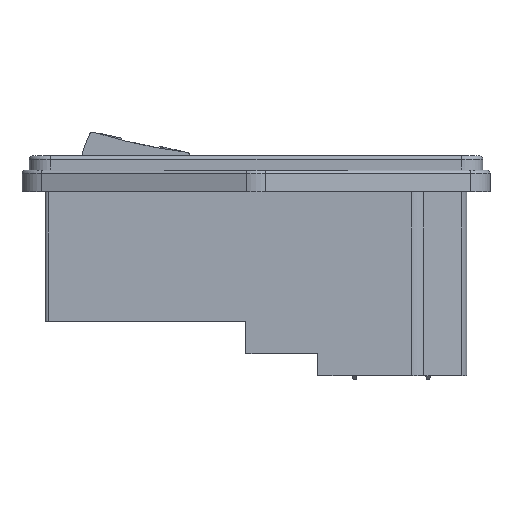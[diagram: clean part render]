
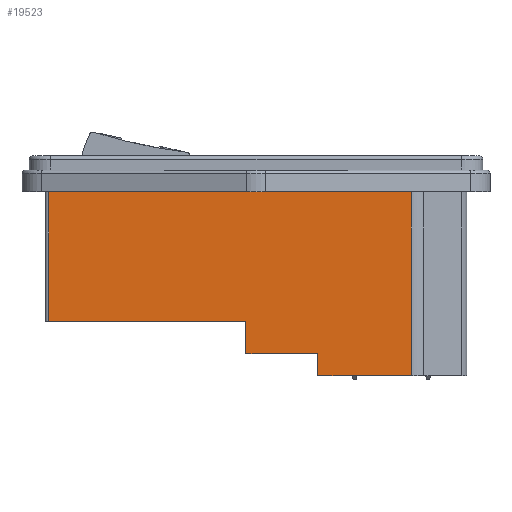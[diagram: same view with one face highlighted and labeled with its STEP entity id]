
A CAD part, left-side view. The second image highlights one B-rep face of the part: STEP entity #19523.
In plain terms, the highlighted planar face has unit normal (-1, 0, 0).
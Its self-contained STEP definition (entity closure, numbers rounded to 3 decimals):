
#1678=ORIENTED_EDGE('',*,*,#5403,.F.);
#1679=ORIENTED_EDGE('',*,*,#5341,.F.);
#1680=ORIENTED_EDGE('',*,*,#5385,.F.);
#1681=ORIENTED_EDGE('',*,*,#5404,.T.);
#1682=ORIENTED_EDGE('',*,*,#5405,.T.);
#1683=ORIENTED_EDGE('',*,*,#5406,.F.);
#1684=ORIENTED_EDGE('',*,*,#5407,.F.);
#1685=ORIENTED_EDGE('',*,*,#5408,.F.);
#5341=EDGE_CURVE('',#7268,#7269,#8660,.T.);
#5385=EDGE_CURVE('',#7305,#7268,#8694,.T.);
#5403=EDGE_CURVE('',#7269,#7316,#8712,.T.);
#5404=EDGE_CURVE('',#7305,#7317,#8713,.T.);
#5405=EDGE_CURVE('',#7317,#7318,#8714,.T.);
#5406=EDGE_CURVE('',#7319,#7318,#8715,.T.);
#5407=EDGE_CURVE('',#7320,#7319,#8716,.T.);
#5408=EDGE_CURVE('',#7316,#7320,#8717,.T.);
#7268=VERTEX_POINT('',#25838);
#7269=VERTEX_POINT('',#25840);
#7305=VERTEX_POINT('',#25925);
#7316=VERTEX_POINT('',#25963);
#7317=VERTEX_POINT('',#25965);
#7318=VERTEX_POINT('',#25967);
#7319=VERTEX_POINT('',#25969);
#7320=VERTEX_POINT('',#25971);
#8660=LINE('',#25839,#10226);
#8694=LINE('',#25926,#10260);
#8712=LINE('',#25962,#10278);
#8713=LINE('',#25964,#10279);
#8714=LINE('',#25966,#10280);
#8715=LINE('',#25968,#10281);
#8716=LINE('',#25970,#10282);
#8717=LINE('',#25972,#10283);
#10226=VECTOR('',#22018,1000.);
#10260=VECTOR('',#22084,1000.);
#10278=VECTOR('',#22118,1000.);
#10279=VECTOR('',#22119,1000.);
#10280=VECTOR('',#22120,1000.);
#10281=VECTOR('',#22121,1000.);
#10282=VECTOR('',#22122,1000.);
#10283=VECTOR('',#22123,1000.);
#11625=EDGE_LOOP('',(#1678,#1679,#1680,#1681,#1682,#1683,#1684,#1685));
#12534=FACE_BOUND('',#11625,.T.);
#13391=PLANE('',#20418);
#19523=ADVANCED_FACE('',(#12534),#13391,.F.);
#20418=AXIS2_PLACEMENT_3D('',#25961,#22116,#22117);
#22018=DIRECTION('',(0.,0.,1.));
#22084=DIRECTION('',(0.,1.,0.));
#22116=DIRECTION('',(1.,0.,0.));
#22117=DIRECTION('',(0.,0.,-1.));
#22118=DIRECTION('',(0.,1.,0.));
#22119=DIRECTION('',(0.,0.,1.));
#22120=DIRECTION('',(0.,1.,0.));
#22121=DIRECTION('',(0.,0.,1.));
#22122=DIRECTION('',(0.,1.,0.));
#22123=DIRECTION('',(0.,0.,1.));
#25838=CARTESIAN_POINT('',(-13.55,10.2,-30.55));
#25839=CARTESIAN_POINT('',(-13.55,10.2,-55.651));
#25840=CARTESIAN_POINT('',(-13.55,10.2,-27.5));
#25925=CARTESIAN_POINT('',(-13.55,-2.79,-30.55));
#25926=CARTESIAN_POINT('',(-13.55,10.2,-30.55));
#25961=CARTESIAN_POINT('',(-13.55,10.2,-55.651));
#25962=CARTESIAN_POINT('',(-13.55,20.2,-27.5));
#25963=CARTESIAN_POINT('',(-13.55,20.2,-27.5));
#25964=CARTESIAN_POINT('',(-13.55,-2.79,-55.651));
#25965=CARTESIAN_POINT('',(-13.55,-2.79,-5.));
#25966=CARTESIAN_POINT('',(-13.55,10.2,-5.));
#25967=CARTESIAN_POINT('',(-13.55,47.6,-5.));
#25968=CARTESIAN_POINT('',(-13.55,47.6,-23.));
#25969=CARTESIAN_POINT('',(-13.55,47.6,-23.));
#25970=CARTESIAN_POINT('',(-13.55,47.6,-23.));
#25971=CARTESIAN_POINT('',(-13.55,20.2,-23.));
#25972=CARTESIAN_POINT('',(-13.55,20.2,-27.5));
